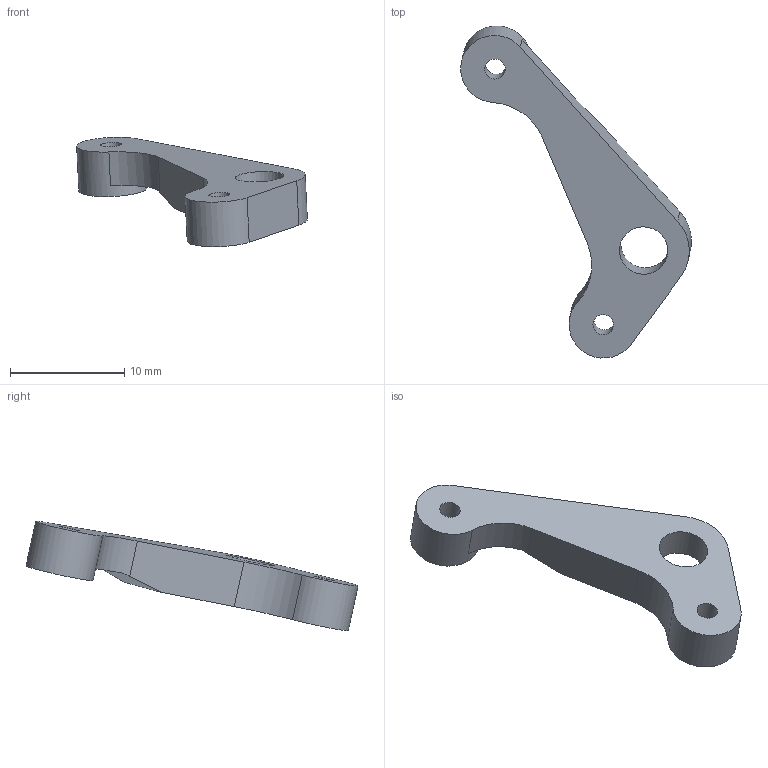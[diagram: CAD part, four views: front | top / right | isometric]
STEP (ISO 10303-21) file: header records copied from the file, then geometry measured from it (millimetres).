
FILE_DESCRIPTION(/* description */ ('CAx-IF Rec.Pracs.---Representation and Presentation of Product Manufacturing Information (PMI)---4.0---2014-10-13','CAx-IF Rec.Pracs.---3D Tessellated Geometry---0.4---2014-09-14','2;1'),/* implementation_level */ '2;1');
FILE_NAME(/* name */ 'r_pcb_strip_1',/* time_stamp */ '2025-06-18T22:07:10+03:00',/* author */ (''),/* organization */ (''),/* preprocessor_version */ 'ST-DEVELOPER v16.7',/* originating_system */ $,/* authorisation */ $);
FILE_SCHEMA (('AP242_MANAGED_MODEL_BASED_3D_ENGINEERING_MIM_LF { 1 0 10303 442 20130219 1 4 }'));
Length unit declared in the file: millimetre
Products named in the file (1): r_pcb_strip_1
Bounding box: 20.19 x 29.07 x 9.58 mm (x, y, z)
Volume: 630.9 mm3; surface area: 767.4 mm2
Topology: 1 solids, 1 shells, 21 faces, 52 edges, 35 vertices
Faces by surface type: plane 10, cylinder 10, cone 1
Full cylindrical faces by diameter (mm): 1.8 x2, 3.8 x1, 3.9 x1, 4.25 x1, 6 x1
Entity records: 705 total; most frequent: DIRECTION 125, CARTESIAN_POINT 120, ORIENTED_EDGE 84, AXIS2_PLACEMENT_3D 61, EDGE_CURVE 42, EDGE_LOOP 36, FACE_BOUND 36, VERTEX_POINT 32
